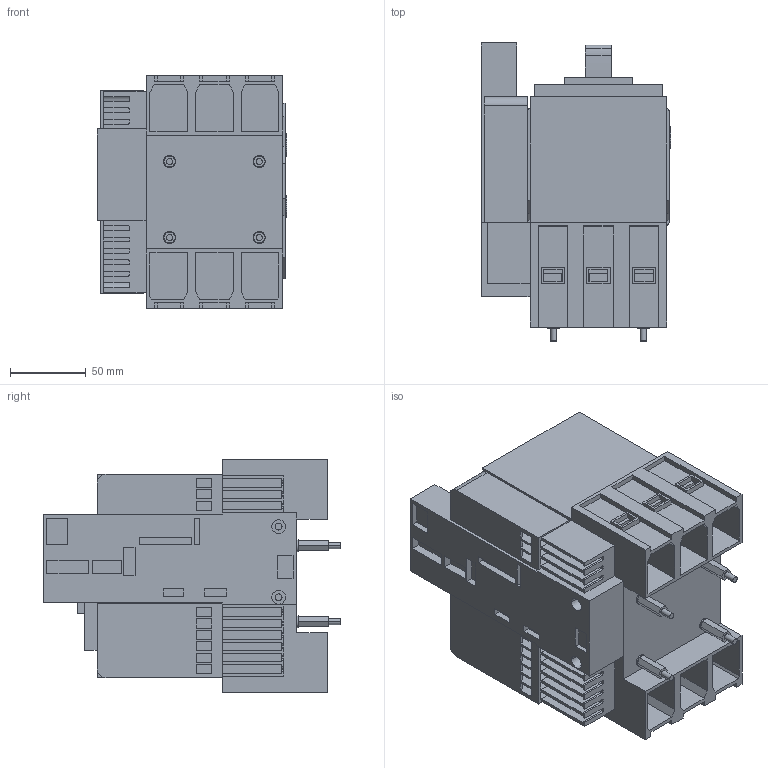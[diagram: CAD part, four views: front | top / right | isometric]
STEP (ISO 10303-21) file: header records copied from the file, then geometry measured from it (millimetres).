
FILE_DESCRIPTION(('CATIA V5 STEP Exchange'),'2;1');
FILE_NAME('1SDH001295R0241_1PA_001_00_XT2_3P_WITHDRAWABLE_FIXING_70MM.stp','2014-11-11T15:24:02+00:00',('none'),('none'),'CATIA Version 5 Release 20 SP 1 (IN-10)','CATIA V5 STEP AP214','none');
FILE_SCHEMA(('AUTOMOTIVE_DESIGN { 1 0 10303 214 1 1 1 1 }'));
Length unit declared in the file: millimetre
Products named in the file (1): 1SDH001295R0241_1PA_001_00_XT2_3P_WITHDRAWABLE_FIXING_70MM
Bounding box: 124.5 x 196 x 153 mm (x, y, z)
Volume: 2063912.2 mm3; surface area: 367574.8 mm2
Topology: 8 solids, 8 shells, 711 faces, 1939 edges, 1282 vertices
Faces by surface type: plane 609, cylinder 100, cone 2
Entity records: 20622 total; most frequent: ORIENTED_EDGE 3878, CARTESIAN_POINT 3610, DIRECTION 2715, EDGE_CURVE 1939, VECTOR 1677, LINE 1677, VERTEX_POINT 1282, EDGE_LOOP 803
